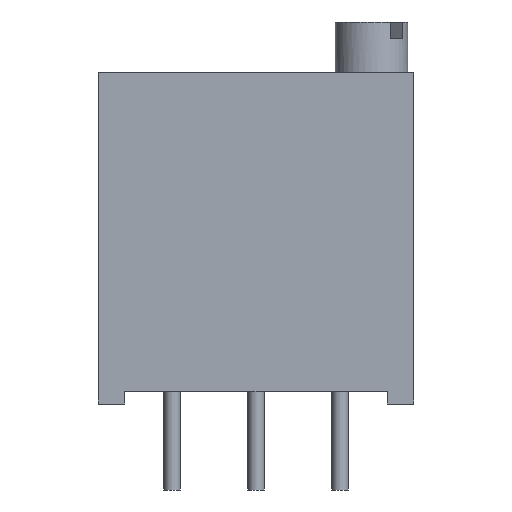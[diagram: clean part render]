
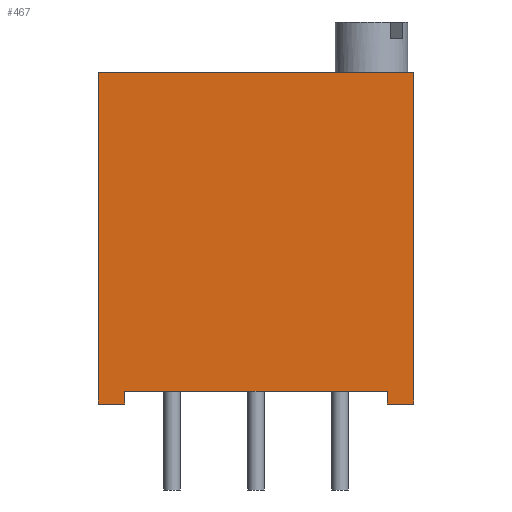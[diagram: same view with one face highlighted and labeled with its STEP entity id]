
A CAD part, front view. The second image highlights one B-rep face of the part: STEP entity #467.
In plain terms, the highlighted planar face has unit normal (0, -1, 0).
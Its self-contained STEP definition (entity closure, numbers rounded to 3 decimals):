
#4 = DIRECTION ( 'NONE',  ( 0., 0., -1. ) ) ;
#43 = LINE ( 'NONE', #839, #642 ) ;
#54 = ORIENTED_EDGE ( 'NONE', *, *, #284, .F. ) ;
#77 = CARTESIAN_POINT ( 'NONE',  ( 0., -2.415, 0. ) ) ;
#129 = AXIS2_PLACEMENT_3D ( 'NONE', #77, #962, #200 ) ;
#176 = EDGE_CURVE ( 'NONE', #340, #415, #292, .T. ) ;
#179 = CARTESIAN_POINT ( 'NONE',  ( 4.765, -2.415, 0. ) ) ;
#194 = PLANE ( 'NONE',  #129 ) ;
#200 = DIRECTION ( 'NONE',  ( 0., 0., -1. ) ) ;
#284 = EDGE_CURVE ( 'NONE', #1077, #1532, #426, .T. ) ;
#292 = LINE ( 'NONE', #644, #1198 ) ;
#297 = CARTESIAN_POINT ( 'NONE',  ( -4.765, -2.415, 10.03 ) ) ;
#298 = DIRECTION ( 'NONE',  ( 0., 0., 1. ) ) ;
#340 = VERTEX_POINT ( 'NONE', #432 ) ;
#380 = DIRECTION ( 'NONE',  ( 0., 0., 1. ) ) ;
#382 = LINE ( 'NONE', #695, #1352 ) ;
#415 = VERTEX_POINT ( 'NONE', #179 ) ;
#426 = LINE ( 'NONE', #1437, #468 ) ;
#431 = EDGE_CURVE ( 'NONE', #1532, #340, #1590, .T. ) ;
#432 = CARTESIAN_POINT ( 'NONE',  ( 4.765, -2.415, 10.03 ) ) ;
#442 = DIRECTION ( 'NONE',  ( 1., 0., 0. ) ) ;
#467 = ADVANCED_FACE ( 'NONE', ( #893 ), #194, .T. ) ;
#468 = VECTOR ( 'NONE', #298, 1000. ) ;
#491 = LINE ( 'NONE', #1550, #1455 ) ;
#496 = VERTEX_POINT ( 'NONE', #1342 ) ;
#521 = ORIENTED_EDGE ( 'NONE', *, *, #875, .F. ) ;
#631 = EDGE_CURVE ( 'NONE', #1189, #1077, #1327, .T. ) ;
#639 = LINE ( 'NONE', #1019, #1655 ) ;
#642 = VECTOR ( 'NONE', #708, 1000. ) ;
#644 = CARTESIAN_POINT ( 'NONE',  ( 4.765, -2.415, 10.03 ) ) ;
#695 = CARTESIAN_POINT ( 'NONE',  ( -3.965, -2.415, 0.38 ) ) ;
#697 = VERTEX_POINT ( 'NONE', #785 ) ;
#708 = DIRECTION ( 'NONE',  ( -1., 0., 0. ) ) ;
#742 = DIRECTION ( 'NONE',  ( -1., 0., 0. ) ) ;
#753 = CARTESIAN_POINT ( 'NONE',  ( -4.765, -2.415, 10.03 ) ) ;
#757 = EDGE_CURVE ( 'NONE', #496, #1189, #491, .T. ) ;
#785 = CARTESIAN_POINT ( 'NONE',  ( 3.965, -2.415, 0. ) ) ;
#805 = DIRECTION ( 'NONE',  ( 0., 0., -1. ) ) ;
#839 = CARTESIAN_POINT ( 'NONE',  ( -4.765, -2.415, 0. ) ) ;
#863 = VERTEX_POINT ( 'NONE', #1315 ) ;
#875 = EDGE_CURVE ( 'NONE', #863, #496, #382, .T. ) ;
#893 = FACE_OUTER_BOUND ( 'NONE', #1281, .T. ) ;
#944 = EDGE_CURVE ( 'NONE', #415, #697, #43, .T. ) ;
#962 = DIRECTION ( 'NONE',  ( 0., -1., 0. ) ) ;
#964 = ORIENTED_EDGE ( 'NONE', *, *, #944, .F. ) ;
#970 = ORIENTED_EDGE ( 'NONE', *, *, #431, .F. ) ;
#998 = CARTESIAN_POINT ( 'NONE',  ( -4.765, -2.415, 0. ) ) ;
#1003 = VECTOR ( 'NONE', #742, 1000. ) ;
#1019 = CARTESIAN_POINT ( 'NONE',  ( 3.965, -2.415, -0.62 ) ) ;
#1074 = ORIENTED_EDGE ( 'NONE', *, *, #757, .F. ) ;
#1077 = VERTEX_POINT ( 'NONE', #1370 ) ;
#1113 = ORIENTED_EDGE ( 'NONE', *, *, #176, .F. ) ;
#1176 = EDGE_CURVE ( 'NONE', #697, #863, #639, .T. ) ;
#1189 = VERTEX_POINT ( 'NONE', #1397 ) ;
#1198 = VECTOR ( 'NONE', #4, 1000. ) ;
#1254 = VECTOR ( 'NONE', #442, 1000. ) ;
#1281 = EDGE_LOOP ( 'NONE', ( #1074, #521, #1427, #964, #1113, #970, #54, #1465 ) ) ;
#1315 = CARTESIAN_POINT ( 'NONE',  ( 3.965, -2.415, 0.38 ) ) ;
#1327 = LINE ( 'NONE', #998, #1003 ) ;
#1342 = CARTESIAN_POINT ( 'NONE',  ( -3.965, -2.415, 0.38 ) ) ;
#1352 = VECTOR ( 'NONE', #1575, 1000. ) ;
#1370 = CARTESIAN_POINT ( 'NONE',  ( -4.765, -2.415, 0. ) ) ;
#1397 = CARTESIAN_POINT ( 'NONE',  ( -3.965, -2.415, 0. ) ) ;
#1427 = ORIENTED_EDGE ( 'NONE', *, *, #1176, .F. ) ;
#1437 = CARTESIAN_POINT ( 'NONE',  ( -4.765, -2.415, 10.03 ) ) ;
#1455 = VECTOR ( 'NONE', #805, 1000. ) ;
#1465 = ORIENTED_EDGE ( 'NONE', *, *, #631, .F. ) ;
#1532 = VERTEX_POINT ( 'NONE', #753 ) ;
#1550 = CARTESIAN_POINT ( 'NONE',  ( -3.965, -2.415, -0.62 ) ) ;
#1575 = DIRECTION ( 'NONE',  ( -1., 0., 0. ) ) ;
#1590 = LINE ( 'NONE', #297, #1254 ) ;
#1655 = VECTOR ( 'NONE', #380, 1000. ) ;
